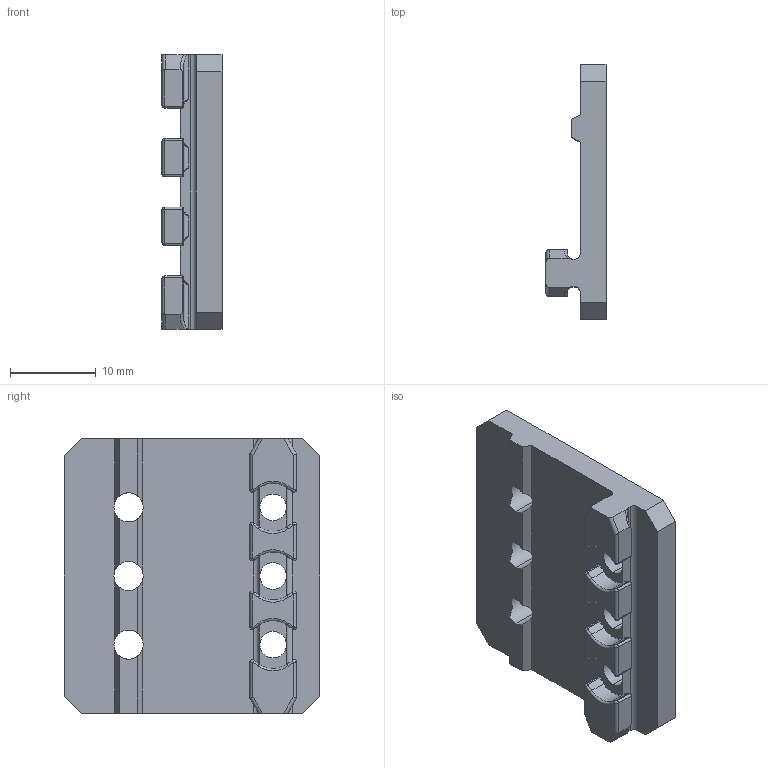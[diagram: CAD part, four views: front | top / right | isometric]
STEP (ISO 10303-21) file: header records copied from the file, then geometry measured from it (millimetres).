
FILE_DESCRIPTION (( 'STEP AP203' ), '1' );
FILE_NAME ('REV-41-1519.STEP', '2017-08-06T05:19:08', ( '' ), ( '' ), 'SwSTEP 2.0', 'SolidWorks 2016', '' );
FILE_SCHEMA (( 'CONFIG_CONTROL_DESIGN' ));
Length unit declared in the file: millimetre
Products named in the file (1): REV-41-1519
Bounding box: 7 x 29.79 x 32 mm (x, y, z)
Volume: 3096.3 mm3; surface area: 2831.9 mm2
Topology: 1 solids, 1 shells, 339 faces, 894 edges, 556 vertices
Faces by surface type: plane 148, cylinder 90, bspline 83, torus 18
Entity records: 11910 total; most frequent: CARTESIAN_POINT 4270, ORIENTED_EDGE 1764, DIRECTION 1320, EDGE_CURVE 882, VERTEX_POINT 556, VECTOR 478, LINE 478, AXIS2_PLACEMENT_3D 421
